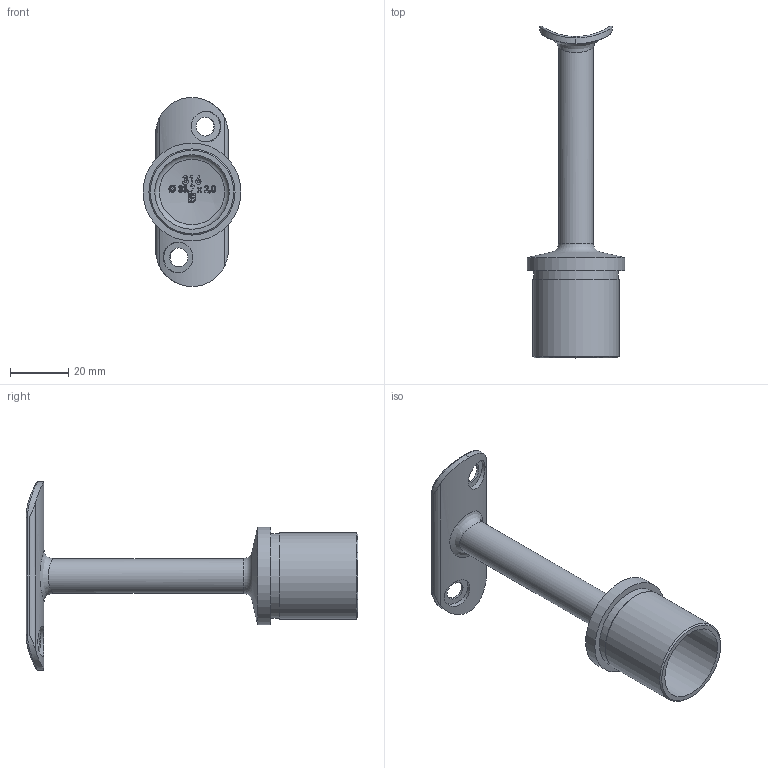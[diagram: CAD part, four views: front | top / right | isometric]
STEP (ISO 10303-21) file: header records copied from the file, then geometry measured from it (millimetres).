
FILE_DESCRIPTION (( 'STEP AP203' ), '1' );
FILE_NAME ('60420-V4A.STEP', '2021-08-18T12:42:23', ( '' ), ( '' ), 'SwSTEP 2.0', 'SolidWorks 2018', '' );
FILE_SCHEMA (( 'CONFIG_CONTROL_DESIGN' ));
Length unit declared in the file: millimetre
Products named in the file (2): 60420-V4A
Bounding box: 33.7 x 114.12 x 65 mm (x, y, z)
Volume: 20883.6 mm3; surface area: 13495.8 mm2
Topology: 1 solids, 1 shells, 522 faces, 1373 edges, 912 vertices
Faces by surface type: plane 247, bspline 199, cylinder 54, sphere 19, torus 2, cone 1
Full cylindrical faces by diameter (mm): 6.5 x2, 10.5 x2, 12 x1, 25.6 x1, 29.2 x1, 29.6 x1, 33.7 x1
Entity records: 25617 total; most frequent: CARTESIAN_POINT 13918, ORIENTED_EDGE 2720, DIRECTION 1834, EDGE_CURVE 1360, VERTEX_POINT 912, AXIS2_PLACEMENT_3D 635, EDGE_LOOP 598, LINE 564
